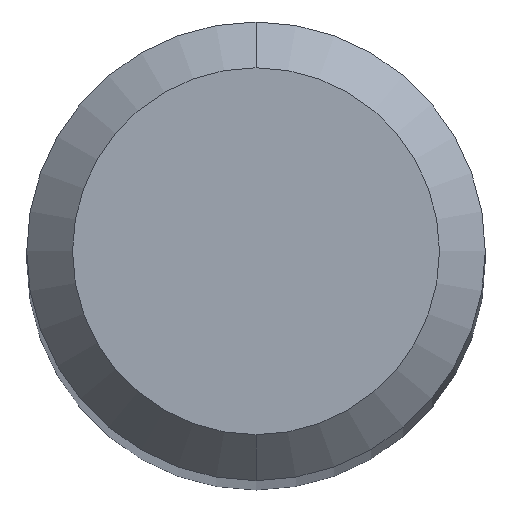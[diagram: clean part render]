
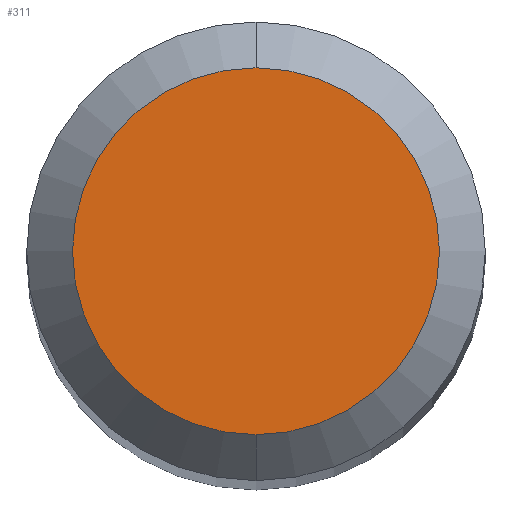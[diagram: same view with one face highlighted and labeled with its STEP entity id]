
A CAD part, top view. The second image highlights one B-rep face of the part: STEP entity #311.
In plain terms, the highlighted planar face has unit normal (0, 0, 1).
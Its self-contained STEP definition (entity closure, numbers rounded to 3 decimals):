
#215=EDGE_CURVE('',#373,#349,#513,.T.);
#311=ADVANCED_FACE('',(#620),#621,.T.);
#349=VERTEX_POINT('',#663);
#355=EDGE_CURVE('',#349,#373,#669,.T.);
#373=VERTEX_POINT('',#688);
#513=CIRCLE('',#838,1.2);
#620=FACE_OUTER_BOUND('',#1058,.T.);
#621=PLANE('',#1059);
#663=CARTESIAN_POINT('',(0.,-1.2,0.0));
#669=CIRCLE('',#1166,1.2);
#688=CARTESIAN_POINT('',(0.0,1.2,0.0));
#838=AXIS2_PLACEMENT_3D('',#1458,#1459,#1460);
#1058=EDGE_LOOP('',(#1588,#1589));
#1059=AXIS2_PLACEMENT_3D('',#1590,#1591,#1592);
#1166=AXIS2_PLACEMENT_3D('',#1640,#1641,#1642);
#1458=CARTESIAN_POINT('',(0.0,0.0,0.0));
#1459=DIRECTION('',(0.0,0.0,-1.0));
#1460=DIRECTION('',(0.0,1.0,0.0));
#1588=ORIENTED_EDGE('',*,*,#215,.F.);
#1589=ORIENTED_EDGE('',*,*,#355,.F.);
#1590=CARTESIAN_POINT('',(0.0,0.6,0.0));
#1591=DIRECTION('',(-0.0,0.0,1.0));
#1592=DIRECTION('',(0.0,-1.0,0.0));
#1640=CARTESIAN_POINT('',(0.0,0.0,0.0));
#1641=DIRECTION('',(0.0,0.0,-1.0));
#1642=DIRECTION('',(0.0,1.0,0.0));
